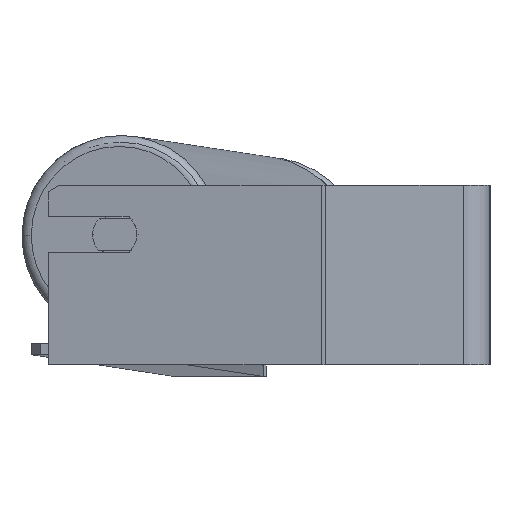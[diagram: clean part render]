
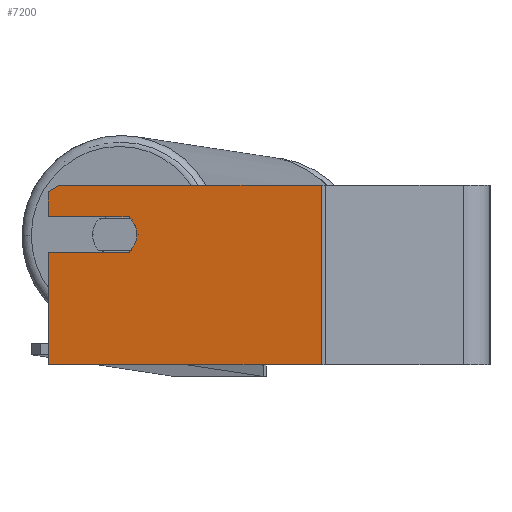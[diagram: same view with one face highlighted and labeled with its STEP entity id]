
A CAD part, left-side view. The second image highlights one B-rep face of the part: STEP entity #7200.
In plain terms, the highlighted planar face has unit normal (-0.985, 0.174, 0).
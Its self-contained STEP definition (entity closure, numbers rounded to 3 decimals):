
#29 = ORIENTED_EDGE ( 'NONE', *, *, #5413, .T. ) ;
#138 = EDGE_CURVE ( 'NONE', #6652, #1859, #6284, .T. ) ;
#294 = ORIENTED_EDGE ( 'NONE', *, *, #1439, .F. ) ;
#397 = CARTESIAN_POINT ( 'NONE',  ( -574.277, 191.569, 40. ) ) ;
#444 = VERTEX_POINT ( 'NONE', #5447 ) ;
#526 = EDGE_CURVE ( 'NONE', #8458, #3706, #6083, .T. ) ;
#541 = DIRECTION ( 'NONE',  ( -0.985, 0.174, 0. ) ) ;
#580 = DIRECTION ( 'NONE',  ( 0.15, 0.853, -0.5 ) ) ;
#599 = VERTEX_POINT ( 'NONE', #3531 ) ;
#686 = DIRECTION ( 'NONE',  ( -0.985, 0.174, 0. ) ) ;
#714 = LINE ( 'NONE', #8410, #3192 ) ;
#1144 = EDGE_CURVE ( 'NONE', #3268, #8458, #5944, .T. ) ;
#1186 = CARTESIAN_POINT ( 'NONE',  ( -573.409, 196.493, 40. ) ) ;
#1336 = DIRECTION ( 'NONE',  ( 0.174, 0.985, 0. ) ) ;
#1439 = EDGE_CURVE ( 'NONE', #1859, #4213, #1953, .T. ) ;
#1446 = ORIENTED_EDGE ( 'NONE', *, *, #5167, .F. ) ;
#1771 = DIRECTION ( 'NONE',  ( 0., 0., -1. ) ) ;
#1859 = VERTEX_POINT ( 'NONE', #6609 ) ;
#1887 = EDGE_CURVE ( 'NONE', #4869, #3268, #3355, .T. ) ;
#1953 = LINE ( 'NONE', #5390, #7847 ) ;
#1990 = AXIS2_PLACEMENT_3D ( 'NONE', #8334, #686, #2061 ) ;
#2061 = DIRECTION ( 'NONE',  ( -0.174, -0.985, 0. ) ) ;
#2293 = LINE ( 'NONE', #2338, #6196 ) ;
#2338 = CARTESIAN_POINT ( 'NONE',  ( -579.66, 161.04, 26. ) ) ;
#2463 = CARTESIAN_POINT ( 'NONE',  ( -579.66, 161.04, 26. ) ) ;
#2573 = AXIS2_PLACEMENT_3D ( 'NONE', #7511, #541, #3349 ) ;
#2795 = EDGE_CURVE ( 'NONE', #3722, #4213, #714, .T. ) ;
#2854 = VECTOR ( 'NONE', #6191, 1000. ) ;
#2879 = LINE ( 'NONE', #4396, #5036 ) ;
#2900 = CARTESIAN_POINT ( 'NONE',  ( -573.409, 196.493, -40. ) ) ;
#3128 = ORIENTED_EDGE ( 'NONE', *, *, #526, .F. ) ;
#3174 = VECTOR ( 'NONE', #5198, 1000. ) ;
#3192 = VECTOR ( 'NONE', #7049, 1000. ) ;
#3268 = VERTEX_POINT ( 'NONE', #7168 ) ;
#3320 = ORIENTED_EDGE ( 'NONE', *, *, #2795, .T. ) ;
#3346 = CARTESIAN_POINT ( 'NONE',  ( -573.409, 196.493, 10. ) ) ;
#3349 = DIRECTION ( 'NONE',  ( -0.174, -0.985, 0. ) ) ;
#3355 = LINE ( 'NONE', #4097, #3174 ) ;
#3531 = CARTESIAN_POINT ( 'NONE',  ( -573.409, 196.493, 37.113 ) ) ;
#3662 = ORIENTED_EDGE ( 'NONE', *, *, #1144, .F. ) ;
#3706 = VERTEX_POINT ( 'NONE', #2463 ) ;
#3722 = VERTEX_POINT ( 'NONE', #2900 ) ;
#3816 = LINE ( 'NONE', #6511, #5773 ) ;
#4097 = CARTESIAN_POINT ( 'NONE',  ( -579.66, 161.04, 10. ) ) ;
#4213 = VERTEX_POINT ( 'NONE', #4702 ) ;
#4396 = CARTESIAN_POINT ( 'NONE',  ( -573.409, 196.493, 40. ) ) ;
#4439 = ORIENTED_EDGE ( 'NONE', *, *, #138, .F. ) ;
#4702 = CARTESIAN_POINT ( 'NONE',  ( -594.818, 75.078, -40. ) ) ;
#4844 = EDGE_CURVE ( 'NONE', #6652, #599, #7373, .T. ) ;
#4868 = FACE_OUTER_BOUND ( 'NONE', #8256, .T. ) ;
#4869 = VERTEX_POINT ( 'NONE', #3346 ) ;
#5036 = VECTOR ( 'NONE', #6270, 1000. ) ;
#5167 = EDGE_CURVE ( 'NONE', #3706, #444, #2293, .T. ) ;
#5198 = DIRECTION ( 'NONE',  ( -0.174, -0.985, 0. ) ) ;
#5390 = CARTESIAN_POINT ( 'NONE',  ( -594.818, 75.078, 40. ) ) ;
#5413 = EDGE_CURVE ( 'NONE', #599, #444, #2879, .T. ) ;
#5447 = CARTESIAN_POINT ( 'NONE',  ( -573.409, 196.493, 26. ) ) ;
#5532 = ORIENTED_EDGE ( 'NONE', *, *, #7423, .T. ) ;
#5773 = VECTOR ( 'NONE', #7296, 1000. ) ;
#5944 = CIRCLE ( 'NONE', #1990, 10. ) ;
#6083 = CIRCLE ( 'NONE', #2573, 10. ) ;
#6191 = DIRECTION ( 'NONE',  ( -0.174, -0.985, 0. ) ) ;
#6196 = VECTOR ( 'NONE', #6460, 1000. ) ;
#6270 = DIRECTION ( 'NONE',  ( 0., 0., -1. ) ) ;
#6284 = LINE ( 'NONE', #1186, #2854 ) ;
#6331 = PLANE ( 'NONE',  #8964 ) ;
#6460 = DIRECTION ( 'NONE',  ( 0.174, 0.985, 0. ) ) ;
#6511 = CARTESIAN_POINT ( 'NONE',  ( -573.409, 196.493, 40. ) ) ;
#6609 = CARTESIAN_POINT ( 'NONE',  ( -594.818, 75.078, 40. ) ) ;
#6631 = VECTOR ( 'NONE', #580, 1000. ) ;
#6652 = VERTEX_POINT ( 'NONE', #397 ) ;
#7049 = DIRECTION ( 'NONE',  ( -0.174, -0.985, 0. ) ) ;
#7122 = CARTESIAN_POINT ( 'NONE',  ( -573.409, 196.493, 40. ) ) ;
#7168 = CARTESIAN_POINT ( 'NONE',  ( -579.66, 161.04, 10. ) ) ;
#7200 = ADVANCED_FACE ( 'NONE', ( #4868 ), #6331, .F. ) ;
#7296 = DIRECTION ( 'NONE',  ( 0., 0., -1. ) ) ;
#7373 = LINE ( 'NONE', #7467, #6631 ) ;
#7423 = EDGE_CURVE ( 'NONE', #4869, #3722, #3816, .T. ) ;
#7467 = CARTESIAN_POINT ( 'NONE',  ( -573.409, 196.493, 37.113 ) ) ;
#7511 = CARTESIAN_POINT ( 'NONE',  ( -578.618, 166.949, 18. ) ) ;
#7663 = DIRECTION ( 'NONE',  ( 0.985, -0.174, 0. ) ) ;
#7731 = CARTESIAN_POINT ( 'NONE',  ( -580.355, 157.101, 18. ) ) ;
#7847 = VECTOR ( 'NONE', #1771, 1000. ) ;
#8256 = EDGE_LOOP ( 'NONE', ( #4439, #8986, #29, #1446, #3128, #3662, #8933, #5532, #3320, #294 ) ) ;
#8334 = CARTESIAN_POINT ( 'NONE',  ( -578.618, 166.949, 18. ) ) ;
#8410 = CARTESIAN_POINT ( 'NONE',  ( -573.409, 196.493, -40. ) ) ;
#8458 = VERTEX_POINT ( 'NONE', #7731 ) ;
#8933 = ORIENTED_EDGE ( 'NONE', *, *, #1887, .F. ) ;
#8964 = AXIS2_PLACEMENT_3D ( 'NONE', #7122, #7663, #1336 ) ;
#8986 = ORIENTED_EDGE ( 'NONE', *, *, #4844, .T. ) ;
